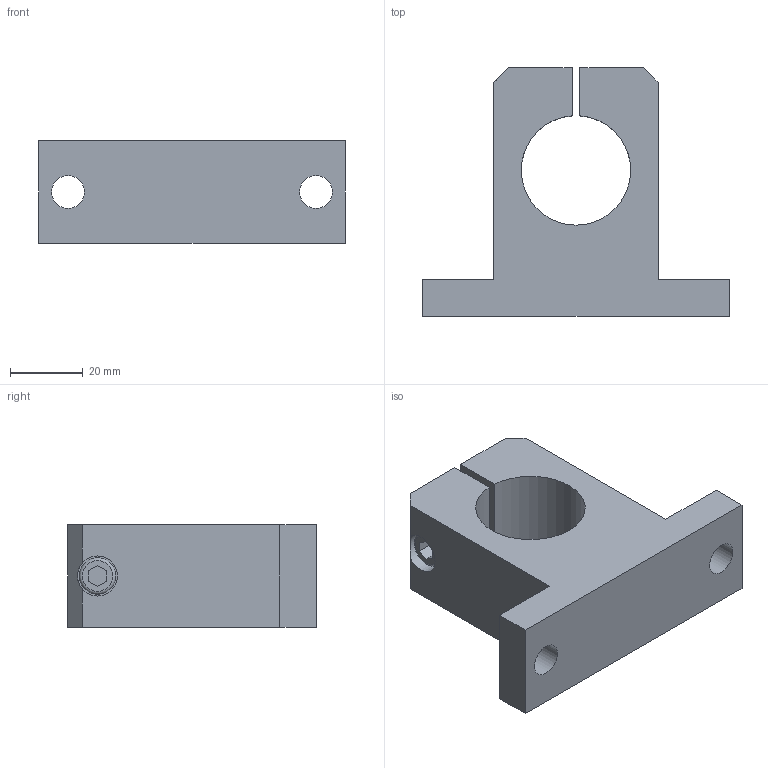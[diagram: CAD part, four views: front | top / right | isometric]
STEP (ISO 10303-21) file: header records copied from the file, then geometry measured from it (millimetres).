
FILE_DESCRIPTION(/* description */ ('Wellenbock'),/* implementation_level */ '2;1');
FILE_NAME(/* name */ '161757-0.step',/* time_stamp */ '2021-08-16T09:55:57+02:00',/* author */ ('Praktikum'),/* organization */ (''),/* preprocessor_version */ 'ST-DEVELOPER v18.1',/* originating_system */ 'Autodesk Inventor 2021',/* authorisation */ '');
FILE_SCHEMA (('AUTOMOTIVE_DESIGN { 1 0 10303 214 3 1 1 }'));
Length unit declared in the file: millimetre
Products named in the file (1): leer
Bounding box: 84 x 68.2 x 28 mm (x, y, z)
Volume: 73301.6 mm3; surface area: 18463.6 mm2
Topology: 1 solids, 1 shells, 33 faces, 83 edges, 55 vertices
Faces by surface type: plane 25, cylinder 7, torus 1
Full cylindrical faces by diameter (mm): 4.917 x1, 6.6 x1, 9 x2, 10 x1, 11 x1
Entity records: 1040 total; most frequent: CARTESIAN_POINT 172, DIRECTION 169, ORIENTED_EDGE 166, EDGE_CURVE 83, LINE 65, VECTOR 65, VERTEX_POINT 55, AXIS2_PLACEMENT_3D 52
